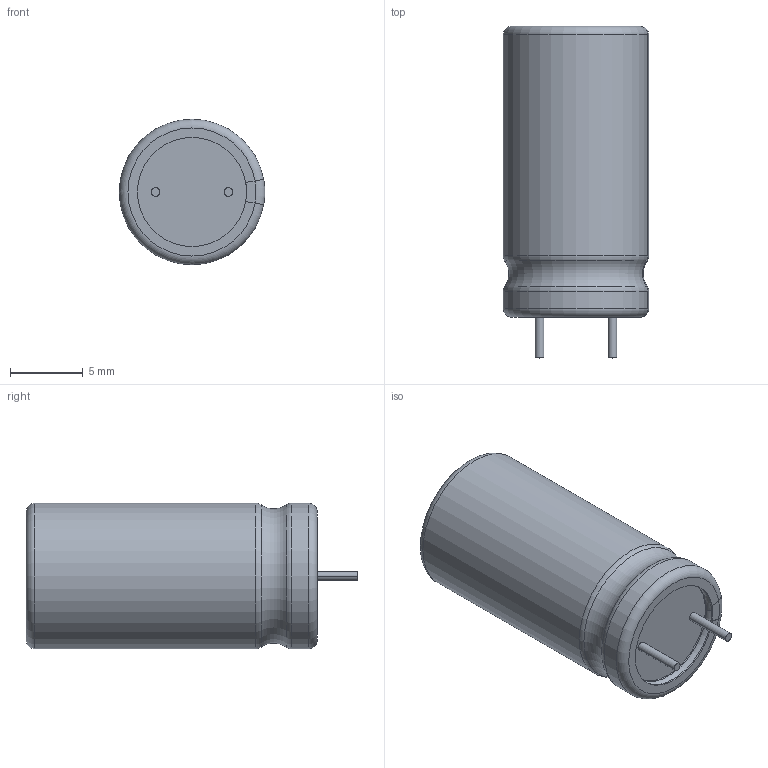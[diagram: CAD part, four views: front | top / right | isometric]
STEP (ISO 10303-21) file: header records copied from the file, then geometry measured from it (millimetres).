
FILE_DESCRIPTION((''),'2;1');
FILE_NAME('CPOL-V_P5_D10_H20','2019-01-15T',('Dragos'),(''),'PRO/ENGINEER BY PARAMETRIC TECHNOLOGY CORPORATION, 2004440','PRO/ENGINEER BY PARAMETRIC TECHNOLOGY CORPORATION, 2004440','');
FILE_SCHEMA(('AUTOMOTIVE_DESIGN { 1 0 10303 214 1 1 1 1 }'));
Length unit declared in the file: millimetre
Products named in the file (1): CPOL-V_P5_D10_H20
Bounding box: 10 x 22.81 x 10 mm (x, y, z)
Volume: 1509.7 mm3; surface area: 831.5 mm2
Topology: 1 solids, 1 shells, 49 faces, 138 edges, 102 vertices
Faces by surface type: plane 23, cylinder 14, torus 12
Entity records: 2500 total; most frequent: DIRECTION 310, CARTESIAN_POINT 275, ORIENTED_EDGE 260, PRESENTATION_STYLE_ASSIGNMENT 175, STYLED_ITEM 140, CURVE_STYLE 139, EDGE_CURVE 130, AXIS2_PLACEMENT_3D 122
